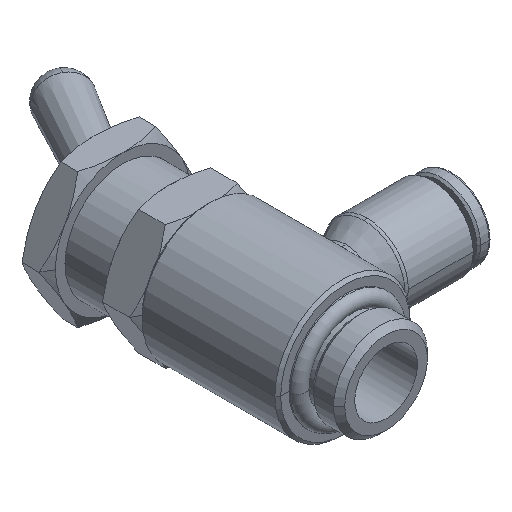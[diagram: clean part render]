
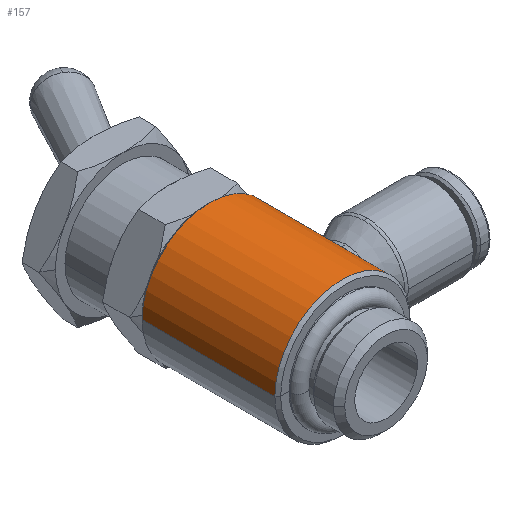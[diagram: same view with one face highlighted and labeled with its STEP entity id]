
A CAD part, isometric view. The second image highlights one B-rep face of the part: STEP entity #157.
In plain terms, the highlighted cylindrical face has radius 7 mm (diameter 14 mm), a partial arc.
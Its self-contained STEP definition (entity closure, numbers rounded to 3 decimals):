
#157=ADVANCED_FACE('',(#383),#384,.T.);
#383=FACE_OUTER_BOUND('',#645,.T.);
#384=CYLINDRICAL_SURFACE('',#646,7.);
#645=EDGE_LOOP('',(#1416,#1417,#1418,#1419,#1420,#1421,#1422,#1423));
#646=AXIS2_PLACEMENT_3D('',#1424,#1425,#1426);
#1416=ORIENTED_EDGE('',*,*,#1692,.T.);
#1417=ORIENTED_EDGE('',*,*,#1750,.T.);
#1418=ORIENTED_EDGE('',*,*,#1849,.T.);
#1419=ORIENTED_EDGE('',*,*,#1847,.T.);
#1420=ORIENTED_EDGE('',*,*,#1695,.T.);
#1421=ORIENTED_EDGE('',*,*,#1904,.F.);
#1422=ORIENTED_EDGE('',*,*,#1694,.T.);
#1423=ORIENTED_EDGE('',*,*,#1903,.T.);
#1424=CARTESIAN_POINT('',(0.0,11.397,0.0));
#1425=DIRECTION('',(-0.0,1.0,0.0));
#1426=DIRECTION('',(1.0,0.0,0.0));
#1692=EDGE_CURVE('',#1996,#1997,#1998,.T.);
#1694=EDGE_CURVE('',#1991,#1999,#2001,.T.);
#1695=EDGE_CURVE('',#2002,#1988,#2003,.T.);
#1750=EDGE_CURVE('',#1997,#2103,#2105,.T.);
#1847=EDGE_CURVE('',#2256,#2002,#2257,.T.);
#1849=EDGE_CURVE('',#2103,#2256,#2259,.T.);
#1903=EDGE_CURVE('',#1999,#1996,#2335,.T.);
#1904=EDGE_CURVE('',#1991,#1988,#2336,.T.);
#1988=VERTEX_POINT('',#2458);
#1991=VERTEX_POINT('',#2462);
#1996=VERTEX_POINT('',#2468);
#1997=VERTEX_POINT('',#2469);
#1998=LINE('',#2470,#2471);
#1999=VERTEX_POINT('',#2472);
#2001=LINE('',#2474,#2475);
#2002=VERTEX_POINT('',#2476);
#2003=LINE('',#2477,#2478);
#2103=VERTEX_POINT('',#2737);
#2105=B_SPLINE_CURVE_WITH_KNOTS('',3,(#2739,#2740,#2741,#2742,#2743,#2744,#2745,#2746,#2747,#2748,#2749,#2750),.UNSPECIFIED.,.F.,.F.,(4,2,2,2,2,4),(0.0,0.603,0.933,1.215,1.576,2.085),.UNSPECIFIED.);
#2256=VERTEX_POINT('',#3109);
#2257=B_SPLINE_CURVE_WITH_KNOTS('',3,(#3110,#3111,#3112,#3113,#3114,#3115,#3116,#3117,#3118,#3119,#3120,#3121),.UNSPECIFIED.,.F.,.F.,(4,2,2,2,2,4),(0.0,0.603,0.933,1.215,1.576,2.085),.UNSPECIFIED.);
#2259=B_SPLINE_CURVE_WITH_KNOTS('',3,(#3123,#3124,#3125,#3126,#3127,#3128,#3129,#3130,#3131,#3132,#3133,#3134,#3135,#3136,#3137,#3138,#3139,#3140,#3141,#3142,#3143,#3144,#3145,#3146,#3147,#3148,#3149,#3150,#3151,#3152),.UNSPECIFIED.,.F.,.F.,(4,2,2,2,2,2,2,2,2,2,2,2,2,2,4),(5.16,5.733,6.306,6.879,7.453,8.027,8.601,9.174,9.748,10.322,10.896,11.47,12.043,12.616,13.189),.UNSPECIFIED.);
#2335=CIRCLE('',#3460,7.);
#2336=CIRCLE('',#3461,7.);
#2458=CARTESIAN_POINT('',(7.,18.272,0.0));
#2462=CARTESIAN_POINT('',(-7.,18.272,0.));
#2468=CARTESIAN_POINT('',(7.,4.522,0.0));
#2469=CARTESIAN_POINT('',(7.,8.466,0.));
#2470=CARTESIAN_POINT('',(7.,11.397,0.));
#2471=VECTOR('',#3877,1.0);
#2472=CARTESIAN_POINT('',(-7.,4.522,0.));
#2474=CARTESIAN_POINT('',(-7.,11.397,0.));
#2475=VECTOR('',#3881,1.0);
#2476=CARTESIAN_POINT('',(7.,14.478,0.));
#2477=CARTESIAN_POINT('',(7.,11.397,0.));
#2478=VECTOR('',#3882,1.0);
#2737=CARTESIAN_POINT('',(6.926,8.648,1.016));
#2739=CARTESIAN_POINT('',(6.926,8.648,-1.016));
#2740=CARTESIAN_POINT('',(6.953,8.581,-0.829));
#2741=CARTESIAN_POINT('',(6.974,8.53,-0.636));
#2742=CARTESIAN_POINT('',(6.993,8.483,-0.329));
#2743=CARTESIAN_POINT('',(6.997,8.473,-0.22));
#2744=CARTESIAN_POINT('',(7.001,8.465,-0.016));
#2745=CARTESIAN_POINT('',(7.,8.466,0.078));
#2746=CARTESIAN_POINT('',(6.995,8.479,0.292));
#2747=CARTESIAN_POINT('',(6.989,8.494,0.412));
#2748=CARTESIAN_POINT('',(6.967,8.547,0.696));
#2749=CARTESIAN_POINT('',(6.949,8.591,0.858));
#2750=CARTESIAN_POINT('',(6.926,8.648,1.016));
#3109=CARTESIAN_POINT('',(6.926,14.296,1.016));
#3110=CARTESIAN_POINT('',(6.926,14.296,1.016));
#3111=CARTESIAN_POINT('',(6.953,14.363,0.829));
#3112=CARTESIAN_POINT('',(6.974,14.414,0.636));
#3113=CARTESIAN_POINT('',(6.993,14.461,0.329));
#3114=CARTESIAN_POINT('',(6.997,14.471,0.22));
#3115=CARTESIAN_POINT('',(7.001,14.479,0.016));
#3116=CARTESIAN_POINT('',(7.,14.478,-0.078));
#3117=CARTESIAN_POINT('',(6.995,14.465,-0.292));
#3118=CARTESIAN_POINT('',(6.989,14.45,-0.412));
#3119=CARTESIAN_POINT('',(6.967,14.398,-0.696));
#3120=CARTESIAN_POINT('',(6.949,14.353,-0.858));
#3121=CARTESIAN_POINT('',(6.926,14.296,-1.016));
#3123=CARTESIAN_POINT('',(6.976,8.528,0.583));
#3124=CARTESIAN_POINT('',(6.959,8.567,0.778));
#3125=CARTESIAN_POINT('',(6.935,8.625,0.971));
#3126=CARTESIAN_POINT('',(6.873,8.779,1.34));
#3127=CARTESIAN_POINT('',(6.836,8.875,1.516));
#3128=CARTESIAN_POINT('',(6.756,9.094,1.841));
#3129=CARTESIAN_POINT('',(6.713,9.218,1.99));
#3130=CARTESIAN_POINT('',(6.629,9.482,2.254));
#3131=CARTESIAN_POINT('',(6.585,9.631,2.378));
#3132=CARTESIAN_POINT('',(6.501,9.956,2.598));
#3133=CARTESIAN_POINT('',(6.462,10.132,2.693));
#3134=CARTESIAN_POINT('',(6.396,10.501,2.847));
#3135=CARTESIAN_POINT('',(6.369,10.694,2.905));
#3136=CARTESIAN_POINT('',(6.333,11.084,2.982));
#3137=CARTESIAN_POINT('',(6.324,11.281,3.001));
#3138=CARTESIAN_POINT('',(6.324,11.663,3.001));
#3139=CARTESIAN_POINT('',(6.333,11.86,2.982));
#3140=CARTESIAN_POINT('',(6.369,12.25,2.905));
#3141=CARTESIAN_POINT('',(6.396,12.443,2.847));
#3142=CARTESIAN_POINT('',(6.462,12.812,2.693));
#3143=CARTESIAN_POINT('',(6.501,12.988,2.598));
#3144=CARTESIAN_POINT('',(6.585,13.313,2.378));
#3145=CARTESIAN_POINT('',(6.629,13.462,2.254));
#3146=CARTESIAN_POINT('',(6.713,13.726,1.99));
#3147=CARTESIAN_POINT('',(6.756,13.85,1.841));
#3148=CARTESIAN_POINT('',(6.836,14.069,1.516));
#3149=CARTESIAN_POINT('',(6.873,14.165,1.34));
#3150=CARTESIAN_POINT('',(6.935,14.319,0.971));
#3151=CARTESIAN_POINT('',(6.959,14.377,0.778));
#3152=CARTESIAN_POINT('',(6.976,14.416,0.583));
#3460=AXIS2_PLACEMENT_3D('',#4275,#4276,#4277);
#3461=AXIS2_PLACEMENT_3D('',#4278,#4279,#4280);
#3877=DIRECTION('',(0.0,1.0,0.0));
#3881=DIRECTION('',(-0.0,-1.0,-0.0));
#3882=DIRECTION('',(0.0,1.0,0.0));
#4275=CARTESIAN_POINT('',(0.0,4.522,0.0));
#4276=DIRECTION('',(-0.0,1.0,0.0));
#4277=DIRECTION('',(1.0,0.0,0.0));
#4278=CARTESIAN_POINT('',(0.0,18.272,0.0));
#4279=DIRECTION('',(-0.0,1.0,0.0));
#4280=DIRECTION('',(1.0,0.0,0.0));
